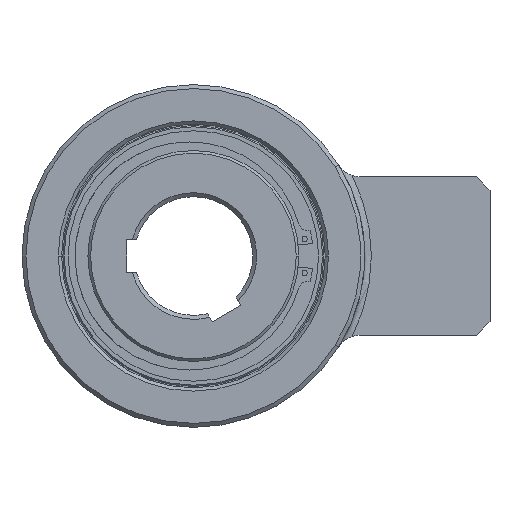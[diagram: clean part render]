
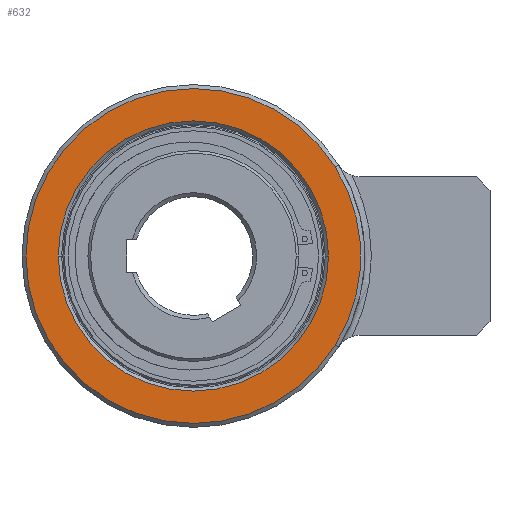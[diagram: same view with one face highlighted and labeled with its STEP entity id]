
A CAD part, left-side view. The second image highlights one B-rep face of the part: STEP entity #632.
In plain terms, the highlighted planar face has unit normal (-1, 0, 0).
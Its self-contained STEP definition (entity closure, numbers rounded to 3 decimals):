
#134=CARTESIAN_POINT('',(-32.5,0.,0.));
#135=DIRECTION('',(1.,0.,0.));
#136=DIRECTION('',(0.,-0.846,0.533));
#137=AXIS2_PLACEMENT_3D('',#134,#135,#136);
#139=CARTESIAN_POINT('',(-32.5,0.,0.));
#140=DIRECTION('',(1.,0.,0.));
#141=DIRECTION('',(0.,-0.846,-0.533));
#142=AXIS2_PLACEMENT_3D('',#139,#140,#141);
#144=CARTESIAN_POINT('',(-32.5,0.,0.));
#145=DIRECTION('',(1.,0.,0.));
#146=DIRECTION('',(0.,0.,-1.));
#147=AXIS2_PLACEMENT_3D('',#144,#145,#146);
#149=CARTESIAN_POINT('',(-32.5,0.,0.));
#150=DIRECTION('',(1.,0.,0.));
#151=DIRECTION('',(0.,0.,1.));
#152=AXIS2_PLACEMENT_3D('',#149,#150,#151);
#154=CARTESIAN_POINT('',(-32.5,0.,0.));
#155=DIRECTION('',(-1.,0.,0.));
#156=DIRECTION('',(0.,-1.,0.));
#157=AXIS2_PLACEMENT_3D('',#154,#155,#156);
#159=CARTESIAN_POINT('',(-32.5,0.,0.));
#160=DIRECTION('',(-1.,0.,0.));
#161=DIRECTION('',(0.,1.,0.));
#162=AXIS2_PLACEMENT_3D('',#159,#160,#161);
#510=CARTESIAN_POINT('',(-32.5,-107.43,67.733));
#511=CARTESIAN_POINT('',(-32.5,-107.43,-67.733));
#512=VERTEX_POINT('',#510);
#513=VERTEX_POINT('',#511);
#514=CARTESIAN_POINT('',(-32.5,0.,127.));
#515=VERTEX_POINT('',#514);
#516=CARTESIAN_POINT('',(-32.5,0.,-127.));
#517=VERTEX_POINT('',#516);
#518=CARTESIAN_POINT('',(-32.5,-102.5,0.));
#519=CARTESIAN_POINT('',(-32.5,102.5,0.));
#520=VERTEX_POINT('',#518);
#521=VERTEX_POINT('',#519);
#611=CARTESIAN_POINT('',(-32.5,0.,0.));
#612=DIRECTION('',(1.,0.,0.));
#613=DIRECTION('',(0.,0.,-1.));
#614=AXIS2_PLACEMENT_3D('',#611,#612,#613);
#615=PLANE('',#614);
#617=ORIENTED_EDGE('',*,*,#616,.T.);
#619=ORIENTED_EDGE('',*,*,#618,.T.);
#621=ORIENTED_EDGE('',*,*,#620,.T.);
#623=ORIENTED_EDGE('',*,*,#622,.T.);
#624=EDGE_LOOP('',(#617,#619,#621,#623));
#625=FACE_OUTER_BOUND('',#624,.F.);
#627=ORIENTED_EDGE('',*,*,#626,.T.);
#629=ORIENTED_EDGE('',*,*,#628,.T.);
#630=EDGE_LOOP('',(#627,#629));
#631=FACE_BOUND('',#630,.F.);
#138=CIRCLE('',#137,127.);
#143=CIRCLE('',#142,127.);
#148=CIRCLE('',#147,127.);
#153=CIRCLE('',#152,127.);
#158=CIRCLE('',#157,102.5);
#163=CIRCLE('',#162,102.5);
#616=EDGE_CURVE('',#512,#513,#138,.T.);
#618=EDGE_CURVE('',#513,#517,#143,.T.);
#620=EDGE_CURVE('',#517,#515,#148,.T.);
#622=EDGE_CURVE('',#515,#512,#153,.T.);
#626=EDGE_CURVE('',#520,#521,#158,.T.);
#628=EDGE_CURVE('',#521,#520,#163,.T.);
#632=ADVANCED_FACE('',(#625,#631),#615,.F.);
